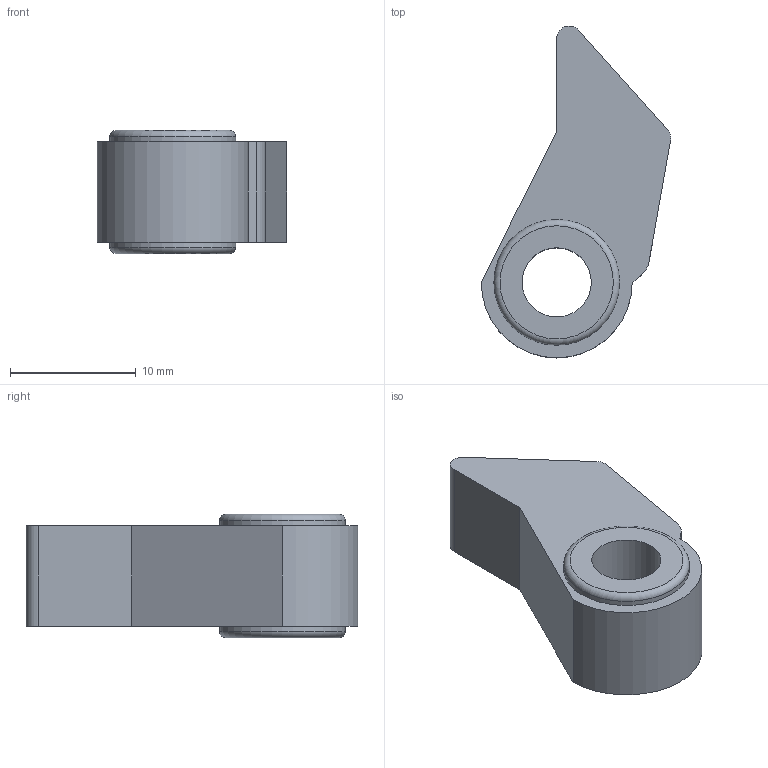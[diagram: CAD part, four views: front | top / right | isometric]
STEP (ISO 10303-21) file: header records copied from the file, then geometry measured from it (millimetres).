
FILE_DESCRIPTION(('FreeCAD Model'),'2;1');
FILE_NAME('Cliquet part 3.step','2016-11-16T17:46:46',('Author'),(''), 'Open CASCADE STEP processor 6.8','FreeCAD','Unknown');
FILE_SCHEMA(('AUTOMOTIVE_DESIGN_CC2 { 1 2 10303 214 -1 1 5 4 }'));
Length unit declared in the file: millimetre
Products named in the file (2): ASSEMBLY; Fillet003
Assembly tree (1 placements, depth 2):
  ASSEMBLY
    Fillet003
Bounding box: 15.06 x 26.38 x 9.8 mm (x, y, z)
Volume: 1766.2 mm3; surface area: 1154.5 mm2
Topology: 1 solids, 1 shells, 20 faces, 46 edges, 30 vertices
Faces by surface type: plane 11, cylinder 7, torus 2
Full cylindrical faces by diameter (mm): 5.5 x1, 10 x2
Entity records: 1214 total; most frequent: CARTESIAN_POINT 288, DIRECTION 157, ORIENTED_EDGE 92, PCURVE 92, DEFINITIONAL_REPRESENTATION 92, LINE 74, VECTOR 74, EDGE_CURVE 46
